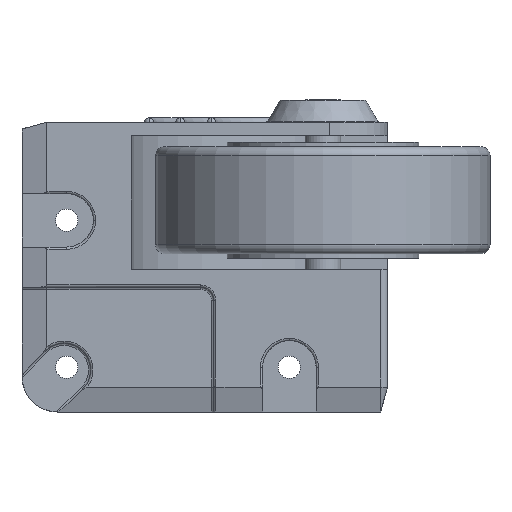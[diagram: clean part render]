
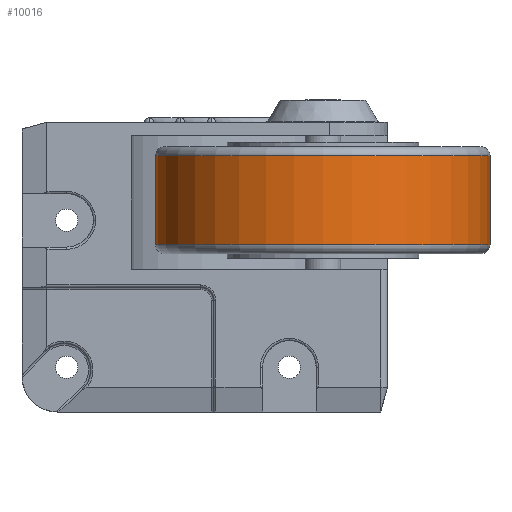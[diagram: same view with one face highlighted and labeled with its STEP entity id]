
A CAD part, front view. The second image highlights one B-rep face of the part: STEP entity #10016.
In plain terms, the highlighted cylindrical face has radius 37.5 mm (diameter 75 mm), a partial arc.
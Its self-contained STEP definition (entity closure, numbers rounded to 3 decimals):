
#427 = VERTEX_POINT ( 'NONE', #9737 ) ;
#749 = CARTESIAN_POINT ( 'NONE',  ( 0., 0., 10. ) ) ;
#804 = VECTOR ( 'NONE', #5049, 1000. ) ;
#2114 = CIRCLE ( 'NONE', #5893, 37.5 ) ;
#2443 = CARTESIAN_POINT ( 'NONE',  ( 37.5, 0., 12. ) ) ;
#2452 = DIRECTION ( 'NONE',  ( 0., 0., -1. ) ) ;
#2857 = EDGE_CURVE ( 'NONE', #8510, #8762, #4279, .T. ) ;
#3191 = ORIENTED_EDGE ( 'NONE', *, *, #8529, .T. ) ;
#3288 = ORIENTED_EDGE ( 'NONE', *, *, #2857, .T. ) ;
#3305 = AXIS2_PLACEMENT_3D ( 'NONE', #3993, #4855, #8259 ) ;
#3899 = EDGE_CURVE ( 'NONE', #9930, #427, #6908, .T. ) ;
#3993 = CARTESIAN_POINT ( 'NONE',  ( 0., 0., 12. ) ) ;
#4124 = CARTESIAN_POINT ( 'NONE',  ( -37.5, 0., -10. ) ) ;
#4279 = LINE ( 'NONE', #9215, #8253 ) ;
#4614 = CYLINDRICAL_SURFACE ( 'NONE', #3305, 37.5 ) ;
#4855 = DIRECTION ( 'NONE',  ( 0., 0., -1. ) ) ;
#5046 = EDGE_CURVE ( 'NONE', #9930, #8510, #2114, .T. ) ;
#5049 = DIRECTION ( 'NONE',  ( 0., 0., -1. ) ) ;
#5525 = CARTESIAN_POINT ( 'NONE',  ( -37.5, 0., 10. ) ) ;
#5642 = EDGE_LOOP ( 'NONE', ( #10143, #10288, #3288, #3191 ) ) ;
#5852 = DIRECTION ( 'NONE',  ( 0., 0., -1. ) ) ;
#5893 = AXIS2_PLACEMENT_3D ( 'NONE', #749, #2452, #8345 ) ;
#6504 = CARTESIAN_POINT ( 'NONE',  ( 0., 0., -10. ) ) ;
#6891 = CIRCLE ( 'NONE', #11042, 37.5 ) ;
#6908 = LINE ( 'NONE', #2443, #804 ) ;
#7362 = DIRECTION ( 'NONE',  ( 0., 0., 1. ) ) ;
#8253 = VECTOR ( 'NONE', #5852, 1000. ) ;
#8259 = DIRECTION ( 'NONE',  ( -1., 0., 0. ) ) ;
#8345 = DIRECTION ( 'NONE',  ( 1., 0., 0. ) ) ;
#8510 = VERTEX_POINT ( 'NONE', #5525 ) ;
#8529 = EDGE_CURVE ( 'NONE', #8762, #427, #6891, .T. ) ;
#8762 = VERTEX_POINT ( 'NONE', #4124 ) ;
#9215 = CARTESIAN_POINT ( 'NONE',  ( -37.5, 0., 12. ) ) ;
#9737 = CARTESIAN_POINT ( 'NONE',  ( 37.5, 0., -10. ) ) ;
#9853 = CARTESIAN_POINT ( 'NONE',  ( 37.5, 0., 10. ) ) ;
#9911 = DIRECTION ( 'NONE',  ( 1., 0., 0. ) ) ;
#9930 = VERTEX_POINT ( 'NONE', #9853 ) ;
#10016 = ADVANCED_FACE ( 'NONE', ( #10460 ), #4614, .T. ) ;
#10143 = ORIENTED_EDGE ( 'NONE', *, *, #3899, .F. ) ;
#10288 = ORIENTED_EDGE ( 'NONE', *, *, #5046, .T. ) ;
#10460 = FACE_OUTER_BOUND ( 'NONE', #5642, .T. ) ;
#11042 = AXIS2_PLACEMENT_3D ( 'NONE', #6504, #7362, #9911 ) ;
